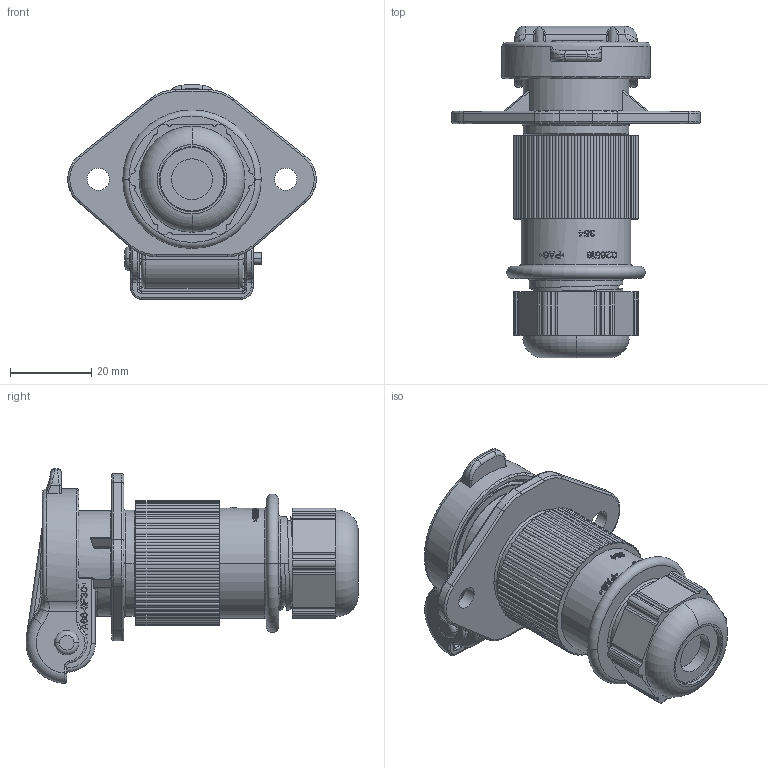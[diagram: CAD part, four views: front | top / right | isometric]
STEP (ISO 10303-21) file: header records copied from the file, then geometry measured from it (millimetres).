
FILE_DESCRIPTION((''),'2;1');
FILE_NAME('151163_SW0001','2020-09-10T08:46:24',('teru'),(''),'CREO PARAMETRIC BY PTC INC, 2017380','CREO PARAMETRIC BY PTC INC, 2017380','');
FILE_SCHEMA(('CONFIG_CONTROL_DESIGN'));
Products named in the file (1): 151163_SW0001
Bounding box: 61 x 81.5 x 52.72 mm (x, y, z)
Volume: 57138.7 mm3; surface area: 19496.2 mm2
Topology: 1 solids, 1 shells, 1942 faces, 5409 edges, 3533 vertices
Faces by surface type: plane 1329, cylinder 412, torus 127, bspline 63, sphere 9, cone 2
Entity records: 70638 total; most frequent: CARTESIAN_POINT 22045, ORIENTED_EDGE 10800, DIRECTION 9261, EDGE_CURVE 5400, VERTEX_POINT 3533, VECTOR 3285, LINE 3285, AXIS2_PLACEMENT_3D 2988
